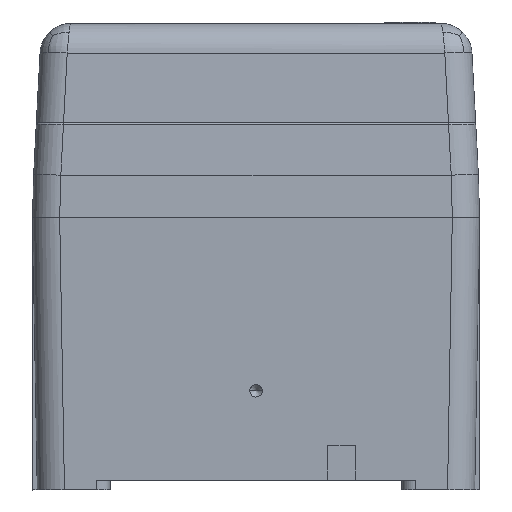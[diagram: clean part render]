
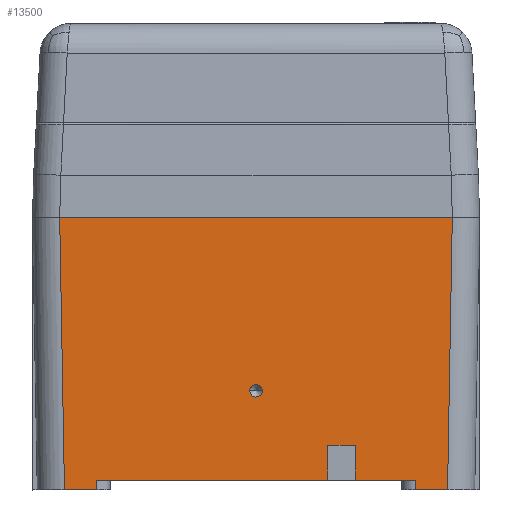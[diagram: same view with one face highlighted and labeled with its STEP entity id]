
A CAD part, front view. The second image highlights one B-rep face of the part: STEP entity #13500.
In plain terms, the highlighted face is planar.
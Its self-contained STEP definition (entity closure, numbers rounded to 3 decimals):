
#60=CARTESIAN_POINT('',(-9.922,165.257,
-154.256));
#70=DIRECTION('',(-1.,-0.017,
0.017));
#80=VECTOR('',#70,1.);
#90=LINE('',#60,#80);
#100=CARTESIAN_POINT('',(32.7,166.001,
-155.));
#110=VERTEX_POINT('',#100);
#120=CARTESIAN_POINT('',(-37.3,164.779,
-153.778));
#130=VERTEX_POINT('',#120);
#140=EDGE_CURVE('',#110,#130,#90,.T.);
#5720=CARTESIAN_POINT('',(-11.8,117.107,
-154.223));
#5730=VERTEX_POINT('',#5720);
#5800=CARTESIAN_POINT('',(-11.8,113.893,
-154.223));
#5810=VERTEX_POINT('',#5800);
#5840=CARTESIAN_POINT('',(-11.772,115.5,
-154.224));
#5850=DIRECTION('',(-0.017,0.,
-1.));
#5860=DIRECTION('',(1.,0.,
-0.017));
#5870=AXIS2_PLACEMENT_3D('',#5840,#5850,#5860);
#5880=ELLIPSE('',#5870,1.608,1.608);
#5890=CARTESIAN_POINT('',(-10.164,115.5,
-154.252));
#5900=VERTEX_POINT('',#5890);
#5910=EDGE_CURVE('',#5900,#5810,#5880,.T.);
#5930=EDGE_CURVE('',#5730,#5900,#5880,.T.);
#12540=CARTESIAN_POINT('',(-37.289,48.5,
-153.778));
#12550=DIRECTION('',(-0.017,0.,
-1.));
#12560=DIRECTION('',(0.,1.,0.));
#12570=AXIS2_PLACEMENT_3D('',#12540,#12550,#12560);
#12580=PLANE('',#12570);
#12590=ORIENTED_EDGE('',*,*,#5910,.F.);
#12600=EDGE_CURVE('',#5810,#5730,#5880,.T.);
#12610=ORIENTED_EDGE('',*,*,#12600,.F.);
#12620=ORIENTED_EDGE('',*,*,#5930,.F.);
#12630=EDGE_LOOP('',(#12620,#12610,#12590));
#12640=FACE_BOUND('',#12630,.T.);
#12650=ORIENTED_EDGE('',*,*,#140,.F.);
#12660=CARTESIAN_POINT('',(-37.3,47.736,
-153.778));
#12670=DIRECTION('',(0.,-1.,0.));
#12680=VECTOR('',#12670,1.);
#12690=LINE('',#12660,#12680);
#12700=CARTESIAN_POINT('',(-37.3,156.5,
-153.778));
#12710=VERTEX_POINT('',#12700);
#12720=EDGE_CURVE('',#130,#12710,#12690,.T.);
#12730=ORIENTED_EDGE('',*,*,#12720,.F.);
#12740=CARTESIAN_POINT('',(-9.861,156.5,
-154.257));
#12750=DIRECTION('',(-1.,0.,
0.017));
#12760=VECTOR('',#12750,1.);
#12770=LINE('',#12740,#12760);
#12780=CARTESIAN_POINT('',(-34.8,156.5,
-153.822));
#12790=VERTEX_POINT('',#12780);
#12800=EDGE_CURVE('',#12790,#12710,#12770,.T.);
#12810=ORIENTED_EDGE('',*,*,#12800,.T.);
#12820=CARTESIAN_POINT('',(-34.8,47.736,
-153.822));
#12830=DIRECTION('',(0.,1.,0.));
#12840=VECTOR('',#12830,1.);
#12850=LINE('',#12820,#12840);
#12860=CARTESIAN_POINT('',(-34.8,141.,
-153.822));
#12870=VERTEX_POINT('',#12860);
#12880=EDGE_CURVE('',#12870,#12790,#12850,.T.);
#12890=ORIENTED_EDGE('',*,*,#12880,.T.);
#12900=CARTESIAN_POINT('',(-9.8,141.,
-154.258));
#12910=DIRECTION('',(-1.,0.,
0.017));
#12920=VECTOR('',#12910,1.);
#12930=LINE('',#12900,#12920);
#12940=CARTESIAN_POINT('',(-25.8,141.,
-153.979));
#12950=VERTEX_POINT('',#12940);
#12960=EDGE_CURVE('',#12950,#12870,#12930,.T.);
#12970=ORIENTED_EDGE('',*,*,#12960,.T.);
#12980=CARTESIAN_POINT('',(-25.8,47.736,
-153.979));
#12990=DIRECTION('',(0.,-1.,0.));
#13000=VECTOR('',#12990,1.);
#13010=LINE('',#12980,#13000);
#13020=CARTESIAN_POINT('',(-25.8,134.,
-153.979));
#13030=VERTEX_POINT('',#13020);
#13040=EDGE_CURVE('',#12950,#13030,#13010,.T.);
#13050=ORIENTED_EDGE('',*,*,#13040,.F.);
#13060=CARTESIAN_POINT('',(-9.8,134.,
-154.258));
#13070=DIRECTION('',(1.,0.,
-0.017));
#13080=VECTOR('',#13070,1.);
#13090=LINE('',#13060,#13080);
#13100=CARTESIAN_POINT('',(-34.8,134.,
-153.822));
#13110=VERTEX_POINT('',#13100);
#13120=EDGE_CURVE('',#13110,#13030,#13090,.T.);
#13130=ORIENTED_EDGE('',*,*,#13120,.T.);
#13140=CARTESIAN_POINT('',(-34.8,74.5,
-153.822));
#13150=VERTEX_POINT('',#13140);
#13160=EDGE_CURVE('',#13150,#13110,#12850,.T.);
#13170=ORIENTED_EDGE('',*,*,#13160,.T.);
#13180=CARTESIAN_POINT('',(-9.861,74.5,
-154.257));
#13190=DIRECTION('',(-1.,0.,
0.017));
#13200=VECTOR('',#13190,1.);
#13210=LINE('',#13180,#13200);
#13220=CARTESIAN_POINT('',(-37.3,74.5,
-153.778));
#13230=VERTEX_POINT('',#13220);
#13240=EDGE_CURVE('',#13150,#13230,#13210,.T.);
#13250=ORIENTED_EDGE('',*,*,#13240,.F.);
#13260=CARTESIAN_POINT('',(-37.3,47.736,
-153.778));
#13270=DIRECTION('',(0.,-1.,0.));
#13280=VECTOR('',#13270,1.);
#13290=LINE('',#13260,#13280);
#13300=CARTESIAN_POINT('',(-37.3,66.221,
-153.778));
#13310=VERTEX_POINT('',#13300);
#13320=EDGE_CURVE('',#13230,#13310,#13290,.T.);
#13330=ORIENTED_EDGE('',*,*,#13320,.F.);
#13340=CARTESIAN_POINT('',(-9.922,65.743,
-154.256));
#13350=DIRECTION('',(1.,-0.017,
-0.017));
#13360=VECTOR('',#13350,1.);
#13370=LINE('',#13340,#13360);
#13380=CARTESIAN_POINT('',(32.7,64.999,
-155.));
#13390=VERTEX_POINT('',#13380);
#13400=EDGE_CURVE('',#13310,#13390,#13370,.T.);
#13410=ORIENTED_EDGE('',*,*,#13400,.F.);
#13420=CARTESIAN_POINT('',(32.7,47.736,
-155.));
#13430=DIRECTION('',(0.,-1.,0.));
#13440=VECTOR('',#13430,1.);
#13450=LINE('',#13420,#13440);
#13460=EDGE_CURVE('',#110,#13390,#13450,.T.);
#13470=ORIENTED_EDGE('',*,*,#13460,.T.);
#13480=EDGE_LOOP('',(#13470,#13410,#13330,#13250,#13170,#13130,#13050,
#12970,#12890,#12810,#12730,#12650));
#13490=FACE_OUTER_BOUND('',#13480,.T.);
#13500=ADVANCED_FACE('',(#12640,#13490),#12580,.T.);
